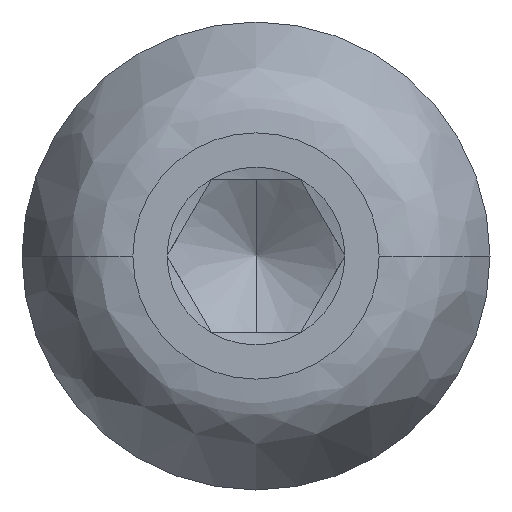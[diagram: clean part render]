
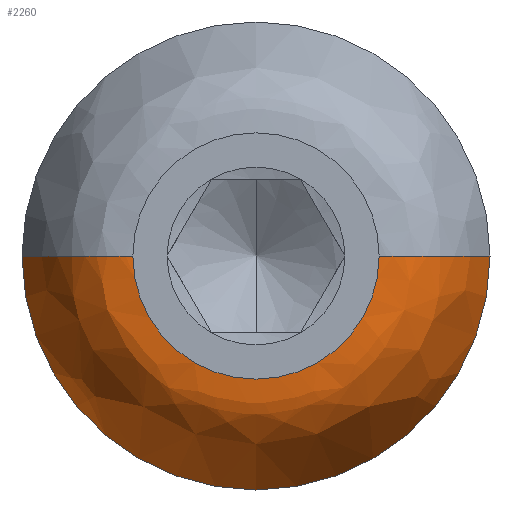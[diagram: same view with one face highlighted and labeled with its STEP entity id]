
A CAD part, left-side view. The second image highlights one B-rep face of the part: STEP entity #2260.
In plain terms, the highlighted free-form (B-spline) face has degree [2, 3] with [3, 4] control points.
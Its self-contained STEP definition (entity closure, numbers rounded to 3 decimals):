
#9 =( BOUNDED_SURFACE ( )  B_SPLINE_SURFACE ( 2, 3, ( 
 ( #2822, #3116, #2261, #486 ),
 ( #2545, #787, #2832, #1078 ),
 ( #3130, #1380, #3430, #1692 ) ),
 .UNSPECIFIED., .F., .F., .T. ) 
 B_SPLINE_SURFACE_WITH_KNOTS ( ( 3, 3 ),
 ( 4, 4 ),
 ( 0., 0.729 ),
 ( 0., 1. ),
 .UNSPECIFIED. ) 
 GEOMETRIC_REPRESENTATION_ITEM ( )  RATIONAL_B_SPLINE_SURFACE ( (
 ( 1., 0.333, 0.333, 1.),
 ( 1., 0.333, 0.333, 1.),
 ( 1., 0.333, 0.333, 1.) ) ) 
 REPRESENTATION_ITEM ( '' )  SURFACE ( )  );
#181 = DIRECTION ( 'NONE',  ( 0., 0., 1. ) ) ;
#198 = CARTESIAN_POINT ( 'NONE',  ( -24.2, -2., 0. ) ) ;
#413 = B_SPLINE_CURVE_WITH_KNOTS ( 'NONE', 2,
 ( #2038, #3781, #551 ),
 .UNSPECIFIED., .F., .F.,
 ( 3, 3 ),
 ( 0., 0.729 ),
 .UNSPECIFIED. ) ;
#444 = VERTEX_POINT ( 'NONE', #1945 ) ;
#486 = CARTESIAN_POINT ( 'NONE',  ( -22.2, -3.8, 0. ) ) ;
#519 = CIRCLE ( 'NONE', #2159, 2. ) ;
#551 = CARTESIAN_POINT ( 'NONE',  ( -24.2, 2., 0. ) ) ;
#574 = VERTEX_POINT ( 'NONE', #1683 ) ;
#585 = EDGE_CURVE ( 'NONE', #3804, #574, #1672, .T. ) ;
#644 = ORIENTED_EDGE ( 'NONE', *, *, #2100, .F. ) ;
#759 = CARTESIAN_POINT ( 'NONE',  ( -22.2, 3.8, 0. ) ) ;
#787 = CARTESIAN_POINT ( 'NONE',  ( -24.204, 3.215, -6.43 ) ) ;
#997 = DIRECTION ( 'NONE',  ( -1., 0., 0. ) ) ;
#1059 = ORIENTED_EDGE ( 'NONE', *, *, #585, .T. ) ;
#1078 = CARTESIAN_POINT ( 'NONE',  ( -24.204, -3.215, 0. ) ) ;
#1196 = CARTESIAN_POINT ( 'NONE',  ( -22.2, 0., -3.8 ) ) ;
#1258 = EDGE_CURVE ( 'NONE', #1625, #3804, #1875, .T. ) ;
#1336 = DIRECTION ( 'NONE',  ( -1., 0., 0. ) ) ;
#1380 = CARTESIAN_POINT ( 'NONE',  ( -24.2, 2., -4. ) ) ;
#1387 = EDGE_LOOP ( 'NONE', ( #2373, #1059, #644, #1594, #2148 ) ) ;
#1594 = ORIENTED_EDGE ( 'NONE', *, *, #2946, .F. ) ;
#1625 = VERTEX_POINT ( 'NONE', #1196 ) ;
#1672 = B_SPLINE_CURVE_WITH_KNOTS ( 'NONE', 2,
 ( #3110, #3422, #198 ),
 .UNSPECIFIED., .F., .F.,
 ( 3, 3 ),
 ( 0., 0.729 ),
 .UNSPECIFIED. ) ;
#1683 = CARTESIAN_POINT ( 'NONE',  ( -24.2, -2., 0. ) ) ;
#1692 = CARTESIAN_POINT ( 'NONE',  ( -24.2, -2., 0. ) ) ;
#1875 = CIRCLE ( 'NONE', #3614, 3.8 ) ;
#1945 = CARTESIAN_POINT ( 'NONE',  ( -24.2, 2., 0. ) ) ;
#1956 = DIRECTION ( 'NONE',  ( -1., 0., 0. ) ) ;
#2038 = CARTESIAN_POINT ( 'NONE',  ( -22.2, 3.8, 0. ) ) ;
#2100 = EDGE_CURVE ( 'NONE', #444, #574, #519, .T. ) ;
#2148 = ORIENTED_EDGE ( 'NONE', *, *, #2223, .T. ) ;
#2159 = AXIS2_PLACEMENT_3D ( 'NONE', #2760, #997, #3050 ) ;
#2223 = EDGE_CURVE ( 'NONE', #2615, #1625, #3094, .T. ) ;
#2260 = ADVANCED_FACE ( 'NONE', ( #3006 ), #9, .F. ) ;
#2261 = CARTESIAN_POINT ( 'NONE',  ( -22.2, -3.8, -7.6 ) ) ;
#2373 = ORIENTED_EDGE ( 'NONE', *, *, #1258, .T. ) ;
#2545 = CARTESIAN_POINT ( 'NONE',  ( -24.204, 3.215, 0. ) ) ;
#2615 = VERTEX_POINT ( 'NONE', #759 ) ;
#2760 = CARTESIAN_POINT ( 'NONE',  ( -24.2, 0., 0. ) ) ;
#2822 = CARTESIAN_POINT ( 'NONE',  ( -22.2, 3.8, 0. ) ) ;
#2832 = CARTESIAN_POINT ( 'NONE',  ( -24.204, -3.215, -6.43 ) ) ;
#2946 = EDGE_CURVE ( 'NONE', #2615, #444, #413, .T. ) ;
#3006 = FACE_OUTER_BOUND ( 'NONE', #1387, .T. ) ;
#3050 = DIRECTION ( 'NONE',  ( 0., 0., 1. ) ) ;
#3089 = CARTESIAN_POINT ( 'NONE',  ( -22.2, 0., 0. ) ) ;
#3094 = CIRCLE ( 'NONE', #3577, 3.8 ) ;
#3110 = CARTESIAN_POINT ( 'NONE',  ( -22.2, -3.8, 0. ) ) ;
#3116 = CARTESIAN_POINT ( 'NONE',  ( -22.2, 3.8, -7.6 ) ) ;
#3130 = CARTESIAN_POINT ( 'NONE',  ( -24.2, 2., 0. ) ) ;
#3379 = DIRECTION ( 'NONE',  ( 0., 0., 1. ) ) ;
#3422 = CARTESIAN_POINT ( 'NONE',  ( -24.204, -3.215, 0. ) ) ;
#3430 = CARTESIAN_POINT ( 'NONE',  ( -24.2, -2., -4. ) ) ;
#3573 = CARTESIAN_POINT ( 'NONE',  ( -22.2, -3.8, 0. ) ) ;
#3577 = AXIS2_PLACEMENT_3D ( 'NONE', #3705, #1956, #181 ) ;
#3614 = AXIS2_PLACEMENT_3D ( 'NONE', #3089, #1336, #3379 ) ;
#3705 = CARTESIAN_POINT ( 'NONE',  ( -22.2, 0., 0. ) ) ;
#3781 = CARTESIAN_POINT ( 'NONE',  ( -24.204, 3.215, 0. ) ) ;
#3804 = VERTEX_POINT ( 'NONE', #3573 ) ;
